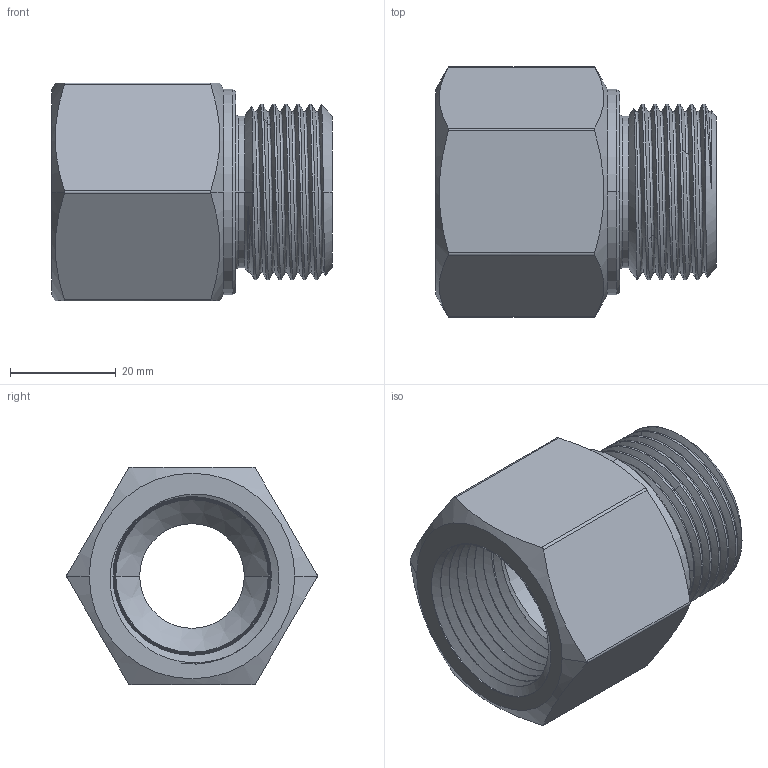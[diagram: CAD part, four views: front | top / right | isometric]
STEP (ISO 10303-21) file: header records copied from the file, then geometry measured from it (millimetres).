
FILE_DESCRIPTION((''),'2;1');
FILE_NAME('ADAPTER_H_MFAB_FM_NPT_M_ISO_PAR','2025-07-08T13:11:53',('Administrator'),(''),'CREO PARAMETRIC BY PTC INC, 2020414','CREO PARAMETRIC BY PTC INC, 2020414','');
FILE_SCHEMA(('AUTOMOTIVE_DESIGN { 1 0 10303 214 1 1 1 1 }'));
Length unit declared in the file: millimetre
Products named in the file (1): ADAPTER_H_MFAB_FM_NPT_M_ISO_PAR
Bounding box: 53.1 x 47.39 x 41.2 mm (x, y, z)
Volume: 37792.7 mm3; surface area: 15066.3 mm2
Topology: 1 solids, 1 shells, 86 faces, 231 edges, 159 vertices
Faces by surface type: cone 32, cylinder 25, bspline 18, plane 9, torus 2
Entity records: 8056 total; most frequent: CARTESIAN_POINT 5989, ORIENTED_EDGE 454, DIRECTION 283, EDGE_CURVE 227, VERTEX_POINT 144, B_SPLINE_CURVE_WITH_KNOTS 121, COLOUR_RGB 116, AXIS2_PLACEMENT_3D 104
